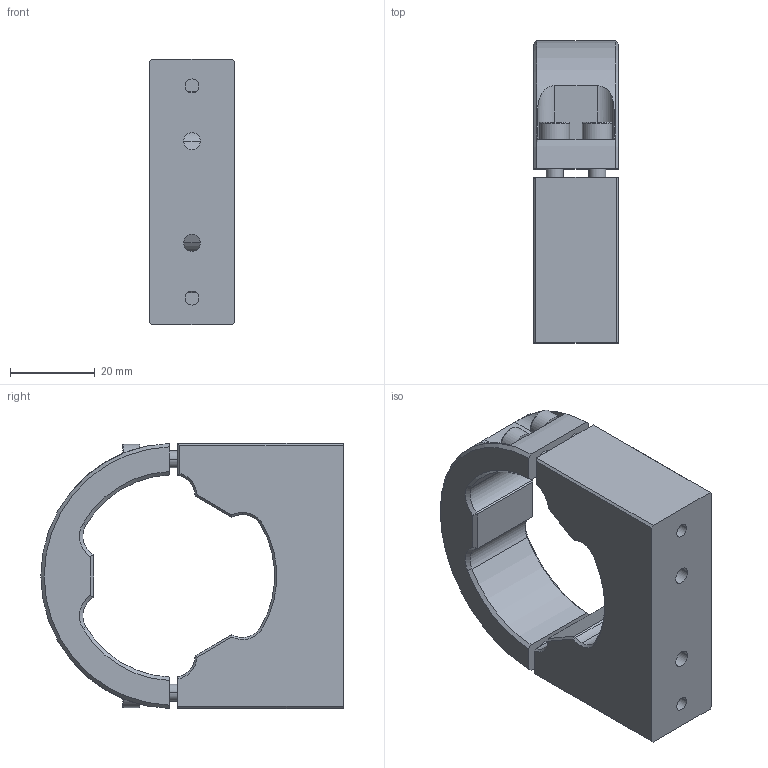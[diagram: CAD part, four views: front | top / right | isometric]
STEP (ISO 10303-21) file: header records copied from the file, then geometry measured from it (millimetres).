
FILE_DESCRIPTION (( 'STEP AP203' ), '1' );
FILE_NAME ('DP18876-A_CMHO016.step', '2021-11-15T13:33:58', ( '' ), ( '' ), 'SwSTEP 2.0', 'SolidWorks 2021', '' );
FILE_SCHEMA (( 'CONFIG_CONTROL_DESIGN' ));
Length unit declared in the file: millimetre
Products named in the file (1): DP18876-A_CMHO016
Bounding box: 20 x 71.26 x 62.53 mm (x, y, z)
Surface area: 14928.7 mm2 (no closed solid volume)
Topology: 0 solids, 10 shells, 156 faces, 407 edges, 265 vertices
Faces by surface type: plane 79, cylinder 47, cone 22, torus 8
Entity records: 4934 total; most frequent: CARTESIAN_POINT 945, DIRECTION 854, ORIENTED_EDGE 742, EDGE_CURVE 407, AXIS2_PLACEMENT_3D 306, VERTEX_POINT 265, LINE 242, VECTOR 242
